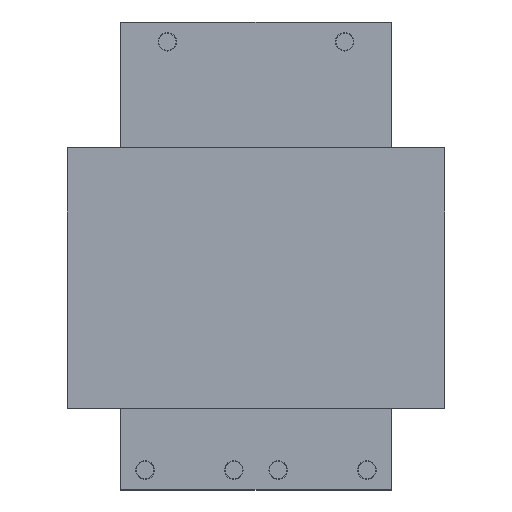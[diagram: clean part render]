
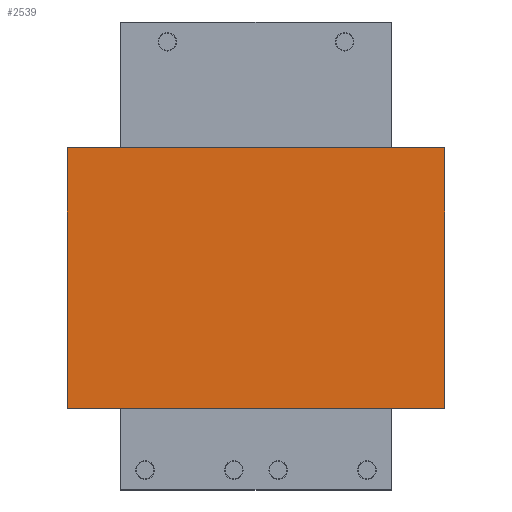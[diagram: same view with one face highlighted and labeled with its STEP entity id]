
A CAD part, top view. The second image highlights one B-rep face of the part: STEP entity #2539.
In plain terms, the highlighted planar face has unit normal (0, 0, 1).
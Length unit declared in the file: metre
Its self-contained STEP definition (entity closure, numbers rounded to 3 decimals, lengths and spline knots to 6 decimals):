
#66 = DIRECTION ( 'NONE',  ( 1., 0., 0. ) ) ;
#90 = ORIENTED_EDGE ( 'NONE', *, *, #1890, .F. ) ;
#193 = VECTOR ( 'NONE', #66, 1. ) ;
#369 = DIRECTION ( 'NONE',  ( 0., 0., -1. ) ) ;
#561 = LINE ( 'NONE', #2019, #954 ) ;
#596 = EDGE_LOOP ( 'NONE', ( #654, #2358, #2445, #90 ) ) ;
#627 = DIRECTION ( 'NONE',  ( 0., 1., 0. ) ) ;
#654 = ORIENTED_EDGE ( 'NONE', *, *, #673, .F. ) ;
#673 = EDGE_CURVE ( 'NONE', #2259, #1664, #3193, .T. ) ;
#797 = LINE ( 'NONE', #1928, #193 ) ;
#855 = EDGE_CURVE ( 'NONE', #2323, #2259, #797, .T. ) ;
#886 = PLANE ( 'NONE',  #1603 ) ;
#954 = VECTOR ( 'NONE', #1245, 1. ) ;
#1060 = VECTOR ( 'NONE', #2586, 1. ) ;
#1245 = DIRECTION ( 'NONE',  ( -1., 0., 0. ) ) ;
#1256 = DIRECTION ( 'NONE',  ( 0., 1., 0. ) ) ;
#1321 = CARTESIAN_POINT ( 'NONE',  ( -0.0162, -0.013118, 0.006303 ) ) ;
#1364 = EDGE_CURVE ( 'NONE', #1531, #2323, #1631, .T. ) ;
#1413 = CARTESIAN_POINT ( 'NONE',  ( 0., -0.001918, 0.006303 ) ) ;
#1531 = VERTEX_POINT ( 'NONE', #1321 ) ;
#1603 = AXIS2_PLACEMENT_3D ( 'NONE', #1413, #369, #627 ) ;
#1631 = LINE ( 'NONE', #3075, #1914 ) ;
#1664 = VERTEX_POINT ( 'NONE', #1888 ) ;
#1696 = FACE_OUTER_BOUND ( 'NONE', #596, .T. ) ;
#1803 = CARTESIAN_POINT ( 'NONE',  ( -0.0162, 0.009282, 0.006303 ) ) ;
#1888 = CARTESIAN_POINT ( 'NONE',  ( 0.0162, -0.013118, 0.006303 ) ) ;
#1890 = EDGE_CURVE ( 'NONE', #1664, #1531, #561, .T. ) ;
#1914 = VECTOR ( 'NONE', #1256, 1. ) ;
#1928 = CARTESIAN_POINT ( 'NONE',  ( 0., 0.009282, 0.006303 ) ) ;
#2019 = CARTESIAN_POINT ( 'NONE',  ( 0., -0.013118, 0.006303 ) ) ;
#2259 = VERTEX_POINT ( 'NONE', #3108 ) ;
#2323 = VERTEX_POINT ( 'NONE', #1803 ) ;
#2358 = ORIENTED_EDGE ( 'NONE', *, *, #855, .F. ) ;
#2445 = ORIENTED_EDGE ( 'NONE', *, *, #1364, .F. ) ;
#2539 = ADVANCED_FACE ( 'NONE', ( #1696 ), #886, .F. ) ;
#2586 = DIRECTION ( 'NONE',  ( 0., -1., 0. ) ) ;
#3075 = CARTESIAN_POINT ( 'NONE',  ( -0.0162, -0.001918, 0.006303 ) ) ;
#3108 = CARTESIAN_POINT ( 'NONE',  ( 0.0162, 0.009282, 0.006303 ) ) ;
#3118 = CARTESIAN_POINT ( 'NONE',  ( 0.0162, -0.001918, 0.006303 ) ) ;
#3193 = LINE ( 'NONE', #3118, #1060 ) ;
